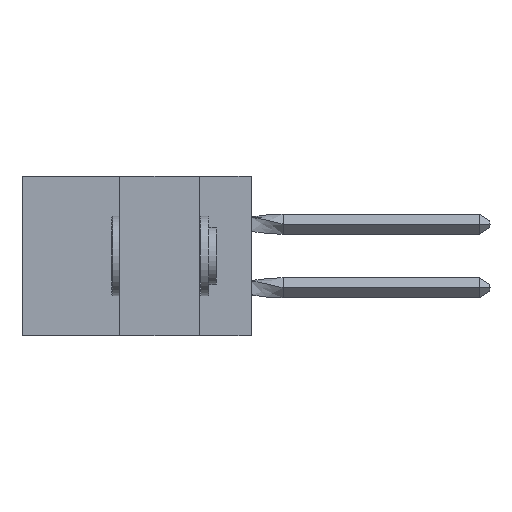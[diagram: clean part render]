
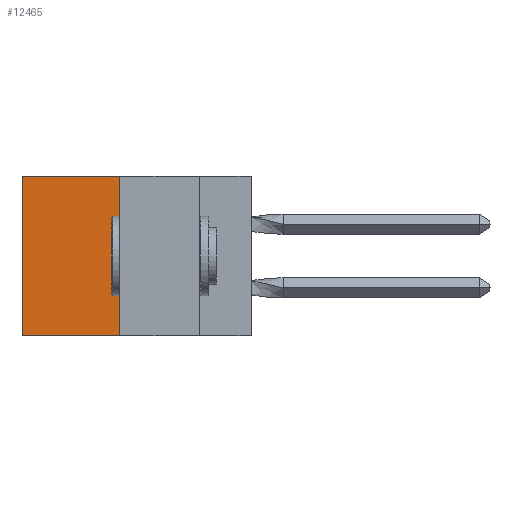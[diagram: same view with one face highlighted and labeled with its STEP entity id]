
A CAD part, left-side view. The second image highlights one B-rep face of the part: STEP entity #12465.
In plain terms, the highlighted planar face has unit normal (-1, 0, 0).
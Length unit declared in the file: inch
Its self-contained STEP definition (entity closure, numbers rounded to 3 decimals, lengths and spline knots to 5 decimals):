
#204 = CARTESIAN_POINT ( 'NONE',  ( 0.305, 0.413, -0.5 ) ) ;
#933 = LINE ( 'NONE', #1070, #11550 ) ;
#1070 = CARTESIAN_POINT ( 'NONE',  ( 0.305, 0.413, -0.5 ) ) ;
#1189 = DIRECTION ( 'NONE',  ( 0., 0., -1. ) ) ;
#1736 = CARTESIAN_POINT ( 'NONE',  ( 0.305, 0.413, 0. ) ) ;
#1838 = VERTEX_POINT ( 'NONE', #7180 ) ;
#2248 = VERTEX_POINT ( 'NONE', #6625 ) ;
#3009 = ORIENTED_EDGE ( 'NONE', *, *, #8540, .T. ) ;
#3542 = VERTEX_POINT ( 'NONE', #4985 ) ;
#3886 = ORIENTED_EDGE ( 'NONE', *, *, #12729, .T. ) ;
#3983 = ORIENTED_EDGE ( 'NONE', *, *, #9209, .F. ) ;
#4314 = PLANE ( 'NONE',  #11941 ) ;
#4919 = FACE_OUTER_BOUND ( 'NONE', #12578, .T. ) ;
#4985 = CARTESIAN_POINT ( 'NONE',  ( 0.305, 0.413, -0.5 ) ) ;
#5305 = CARTESIAN_POINT ( 'NONE',  ( 0.305, 0.413, 0. ) ) ;
#6058 = LINE ( 'NONE', #1736, #7165 ) ;
#6494 = EDGE_CURVE ( 'NONE', #3542, #2248, #933, .T. ) ;
#6504 = DIRECTION ( 'NONE',  ( 1., 0., 0. ) ) ;
#6625 = CARTESIAN_POINT ( 'NONE',  ( 0.305, 0.72, -0.5 ) ) ;
#7165 = VECTOR ( 'NONE', #11980, 39.37008 ) ;
#7180 = CARTESIAN_POINT ( 'NONE',  ( 0.305, 0.72, 0. ) ) ;
#7412 = VECTOR ( 'NONE', #7610, 39.37008 ) ;
#7610 = DIRECTION ( 'NONE',  ( 0., 0., -1. ) ) ;
#8075 = LINE ( 'NONE', #13016, #9687 ) ;
#8540 = EDGE_CURVE ( 'NONE', #1838, #2248, #8075, .T. ) ;
#8858 = LINE ( 'NONE', #11798, #7412 ) ;
#9209 = EDGE_CURVE ( 'NONE', #12359, #3542, #8858, .T. ) ;
#9687 = VECTOR ( 'NONE', #11999, 39.37008 ) ;
#10360 = DIRECTION ( 'NONE',  ( 0., 1., 0. ) ) ;
#11550 = VECTOR ( 'NONE', #10360, 39.37008 ) ;
#11691 = ORIENTED_EDGE ( 'NONE', *, *, #6494, .F. ) ;
#11798 = CARTESIAN_POINT ( 'NONE',  ( 0.305, 0.413, -0.5 ) ) ;
#11941 = AXIS2_PLACEMENT_3D ( 'NONE', #204, #6504, #1189 ) ;
#11980 = DIRECTION ( 'NONE',  ( 0., 1., 0. ) ) ;
#11999 = DIRECTION ( 'NONE',  ( 0., 0., -1. ) ) ;
#12359 = VERTEX_POINT ( 'NONE', #5305 ) ;
#12465 = ADVANCED_FACE ( 'NONE', ( #4919 ), #4314, .F. ) ;
#12578 = EDGE_LOOP ( 'NONE', ( #3009, #11691, #3983, #3886 ) ) ;
#12729 = EDGE_CURVE ( 'NONE', #12359, #1838, #6058, .T. ) ;
#13016 = CARTESIAN_POINT ( 'NONE',  ( 0.305, 0.72, -0.5 ) ) ;
